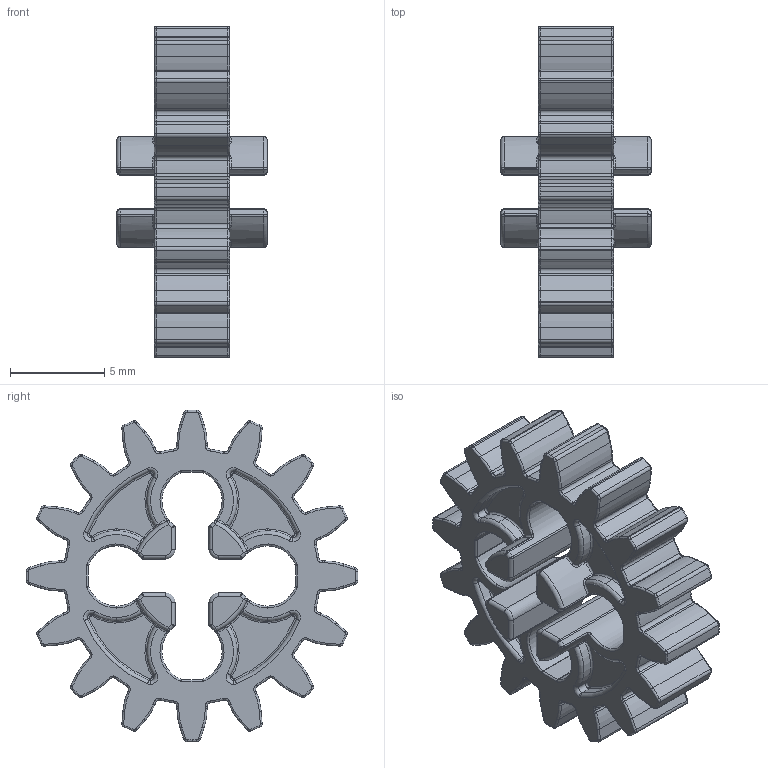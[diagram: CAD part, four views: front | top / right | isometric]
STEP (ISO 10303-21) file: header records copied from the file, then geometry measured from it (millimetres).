
FILE_DESCRIPTION (( 'STEP AP214' ), '1' );
FILE_NAME ('4019 - 4562487 - 4211563 Medium Stone Grey Technic Gear 16 Tooth.STEP', '2016-10-21T18:39:15', ( '' ), ( '' ), 'SwSTEP 2.0', 'SolidWorks 2014', '' );
FILE_SCHEMA (( 'AUTOMOTIVE_DESIGN' ));
Length unit declared in the file: millimetre
Products named in the file (1): 4019 - 4562487 - 4211563 Medium Stone Grey Technic Gear 16 Tooth
Bounding box: 8 x 17.6 x 17.6 mm (x, y, z)
Volume: 567.5 mm3; surface area: 999 mm2
Topology: 1 solids, 1 shells, 1099 faces, 2599 edges, 1462 vertices
Faces by surface type: torus 498, cylinder 423, plane 94, bspline 64, sphere 20
Entity records: 32735 total; most frequent: CARTESIAN_POINT 6993, DIRECTION 6251, ORIENTED_EDGE 5102, AXIS2_PLACEMENT_3D 2792, EDGE_CURVE 2551, CIRCLE 1756, VERTEX_POINT 1454, EDGE_LOOP 1101
